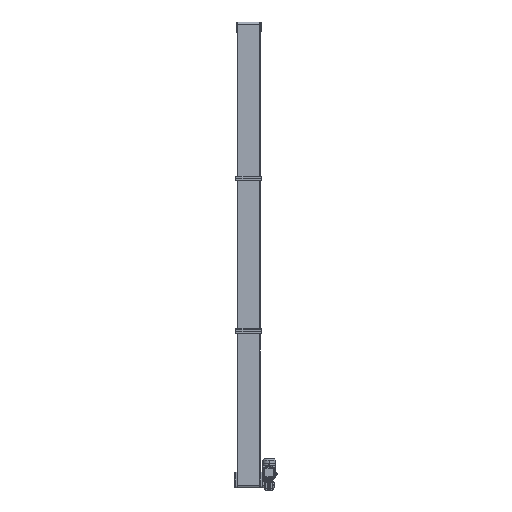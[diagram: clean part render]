
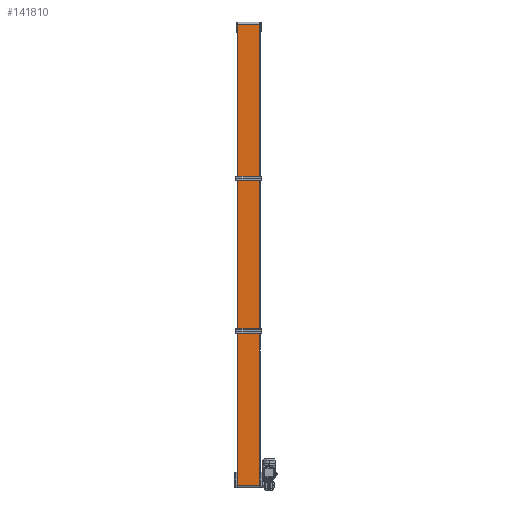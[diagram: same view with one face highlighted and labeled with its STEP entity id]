
A CAD part, front view. The second image highlights one B-rep face of the part: STEP entity #141810.
In plain terms, the highlighted planar face has unit normal (0, -1, 0).
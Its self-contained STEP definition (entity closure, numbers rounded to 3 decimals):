
#1252 = LINE ( 'NONE', #164474, #3122 ) ;
#3122 = VECTOR ( 'NONE', #45962, 1000. ) ;
#31985 = EDGE_CURVE ( 'NONE', #144228, #97274, #1252, .T. ) ;
#32486 = DIRECTION ( 'NONE',  ( -1., 0., 0. ) ) ;
#33471 = CARTESIAN_POINT ( 'NONE',  ( 197.5, -22.282, -114.891 ) ) ;
#43879 = DIRECTION ( 'NONE',  ( 0., 0., -1. ) ) ;
#45962 = DIRECTION ( 'NONE',  ( -1., 0., 0. ) ) ;
#47380 = VECTOR ( 'NONE', #123233, 1000. ) ;
#57634 = CARTESIAN_POINT ( 'NONE',  ( 197.5, -22.282, 3886.891 ) ) ;
#67384 = PLANE ( 'NONE',  #147430 ) ;
#73453 = ORIENTED_EDGE ( 'NONE', *, *, #113152, .F. ) ;
#75739 = CARTESIAN_POINT ( 'NONE',  ( 2.5, -22.282, -114.891 ) ) ;
#78304 = ORIENTED_EDGE ( 'NONE', *, *, #192673, .T. ) ;
#78410 = CARTESIAN_POINT ( 'NONE',  ( 197.5, -22.282, -114.891 ) ) ;
#83406 = CARTESIAN_POINT ( 'NONE',  ( 2.5, -22.282, 3886.891 ) ) ;
#89566 = ORIENTED_EDGE ( 'NONE', *, *, #115859, .F. ) ;
#95311 = DIRECTION ( 'NONE',  ( 0., 0., 1. ) ) ;
#97274 = VERTEX_POINT ( 'NONE', #83406 ) ;
#97420 = VERTEX_POINT ( 'NONE', #153648 ) ;
#113152 = EDGE_CURVE ( 'NONE', #97420, #134844, #142877, .T. ) ;
#115859 = EDGE_CURVE ( 'NONE', #144228, #97420, #185853, .T. ) ;
#123233 = DIRECTION ( 'NONE',  ( 0., 0., -1. ) ) ;
#127160 = DIRECTION ( 'NONE',  ( 0., 1., 0. ) ) ;
#128132 = CARTESIAN_POINT ( 'NONE',  ( 197.5, -22.282, -114.891 ) ) ;
#134844 = VERTEX_POINT ( 'NONE', #174356 ) ;
#140085 = FACE_OUTER_BOUND ( 'NONE', #154645, .T. ) ;
#141810 = ADVANCED_FACE ( 'NONE', ( #140085 ), #67384, .F. ) ;
#142877 = LINE ( 'NONE', #33471, #176408 ) ;
#144228 = VERTEX_POINT ( 'NONE', #57634 ) ;
#147430 = AXIS2_PLACEMENT_3D ( 'NONE', #128132, #127160, #95311 ) ;
#152475 = VECTOR ( 'NONE', #43879, 1000. ) ;
#153648 = CARTESIAN_POINT ( 'NONE',  ( 197.5, -22.282, -114.891 ) ) ;
#154338 = LINE ( 'NONE', #75739, #152475 ) ;
#154645 = EDGE_LOOP ( 'NONE', ( #78304, #73453, #89566, #184535 ) ) ;
#164474 = CARTESIAN_POINT ( 'NONE',  ( 197.5, -22.282, 3886.891 ) ) ;
#174356 = CARTESIAN_POINT ( 'NONE',  ( 2.5, -22.282, -114.891 ) ) ;
#176408 = VECTOR ( 'NONE', #32486, 1000. ) ;
#184535 = ORIENTED_EDGE ( 'NONE', *, *, #31985, .T. ) ;
#185853 = LINE ( 'NONE', #78410, #47380 ) ;
#192673 = EDGE_CURVE ( 'NONE', #97274, #134844, #154338, .T. ) ;
